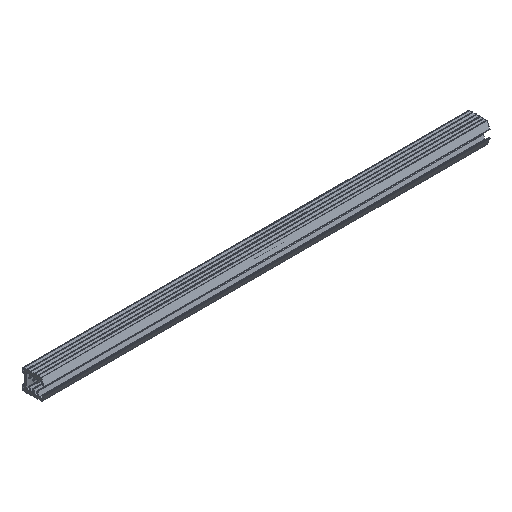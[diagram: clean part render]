
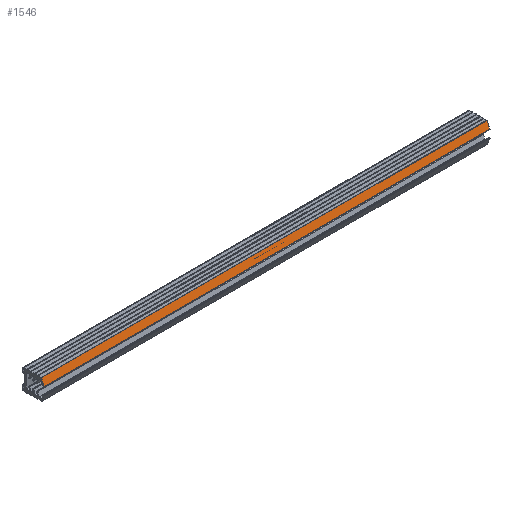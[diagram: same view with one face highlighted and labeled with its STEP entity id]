
A CAD part, isometric view. The second image highlights one B-rep face of the part: STEP entity #1546.
In plain terms, the highlighted planar face has unit normal (0, -0.913, 0.407).
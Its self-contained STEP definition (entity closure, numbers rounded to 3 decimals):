
#118 = LINE ( 'NONE', #3666, #3275 ) ;
#174 = EDGE_CURVE ( 'NONE', #2481, #1867, #118, .T. ) ;
#326 = VERTEX_POINT ( 'NONE', #946 ) ;
#432 = PLANE ( 'NONE',  #2508 ) ;
#453 = DIRECTION ( 'NONE',  ( 0., 0.407, 0.914 ) ) ;
#467 = DIRECTION ( 'NONE',  ( 0., -0.407, -0.914 ) ) ;
#668 = LINE ( 'NONE', #2865, #1282 ) ;
#697 = ORIENTED_EDGE ( 'NONE', *, *, #174, .F. ) ;
#885 = EDGE_CURVE ( 'NONE', #1867, #1221, #668, .T. ) ;
#946 = CARTESIAN_POINT ( 'NONE',  ( 250., -21.833, 11.6 ) ) ;
#1076 = ORIENTED_EDGE ( 'NONE', *, *, #2676, .T. ) ;
#1125 = FACE_OUTER_BOUND ( 'NONE', #3661, .T. ) ;
#1221 = VERTEX_POINT ( 'NONE', #1786 ) ;
#1282 = VECTOR ( 'NONE', #1315, 1000. ) ;
#1315 = DIRECTION ( 'NONE',  ( 0., 0.407, 0.914 ) ) ;
#1388 = DIRECTION ( 'NONE',  ( 0., -0.914, 0.407 ) ) ;
#1418 = CARTESIAN_POINT ( 'NONE',  ( -250., -24.957, 4.585 ) ) ;
#1546 = ADVANCED_FACE ( 'NONE', ( #1125 ), #432, .T. ) ;
#1621 = CARTESIAN_POINT ( 'NONE',  ( 250., -24.957, 4.585 ) ) ;
#1687 = DIRECTION ( 'NONE',  ( -1., 0., 0. ) ) ;
#1786 = CARTESIAN_POINT ( 'NONE',  ( -250., -21.833, 11.6 ) ) ;
#1867 = VERTEX_POINT ( 'NONE', #1418 ) ;
#2051 = LINE ( 'NONE', #3859, #3156 ) ;
#2350 = CARTESIAN_POINT ( 'NONE',  ( 250., -22.531, 10.033 ) ) ;
#2481 = VERTEX_POINT ( 'NONE', #1621 ) ;
#2508 = AXIS2_PLACEMENT_3D ( 'NONE', #2350, #1388, #467 ) ;
#2676 = EDGE_CURVE ( 'NONE', #2481, #326, #2051, .T. ) ;
#2770 = DIRECTION ( 'NONE',  ( -1., 0., 0. ) ) ;
#2818 = ORIENTED_EDGE ( 'NONE', *, *, #885, .F. ) ;
#2865 = CARTESIAN_POINT ( 'NONE',  ( -250., -22.531, 10.033 ) ) ;
#3156 = VECTOR ( 'NONE', #453, 1000. ) ;
#3275 = VECTOR ( 'NONE', #2770, 1000. ) ;
#3493 = EDGE_CURVE ( 'NONE', #326, #1221, #3808, .T. ) ;
#3661 = EDGE_LOOP ( 'NONE', ( #2818, #697, #1076, #3673 ) ) ;
#3666 = CARTESIAN_POINT ( 'NONE',  ( 250., -24.957, 4.585 ) ) ;
#3673 = ORIENTED_EDGE ( 'NONE', *, *, #3493, .T. ) ;
#3735 = VECTOR ( 'NONE', #1687, 1000. ) ;
#3808 = LINE ( 'NONE', #3850, #3735 ) ;
#3850 = CARTESIAN_POINT ( 'NONE',  ( 250., -21.833, 11.6 ) ) ;
#3859 = CARTESIAN_POINT ( 'NONE',  ( 250., -22.531, 10.033 ) ) ;
